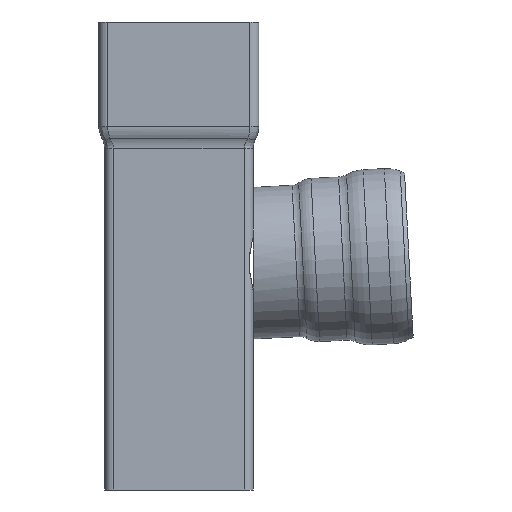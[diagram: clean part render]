
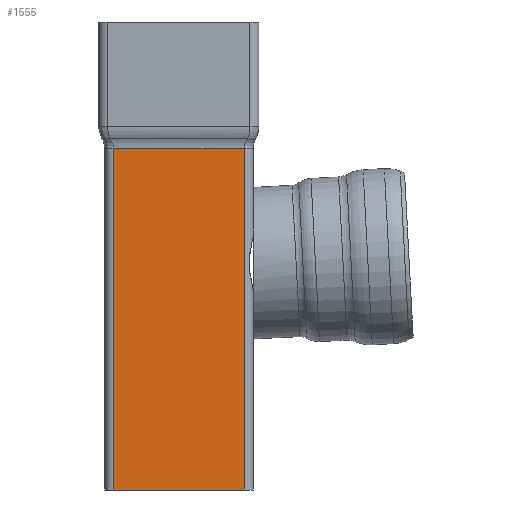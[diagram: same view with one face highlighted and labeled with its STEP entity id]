
A CAD part, left-side view. The second image highlights one B-rep face of the part: STEP entity #1555.
In plain terms, the highlighted planar face has unit normal (-1, 0, 0).
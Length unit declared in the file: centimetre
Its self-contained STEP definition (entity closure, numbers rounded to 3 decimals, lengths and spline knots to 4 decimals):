
#90=PLANE('',#1701);
#178=FACE_OUTER_BOUND('',#279,.T.);
#279=EDGE_LOOP('',(#1210,#1211,#1212,#1213));
#378=LINE('',#3134,#476);
#387=LINE('',#3260,#485);
#393=LINE('',#3376,#491);
#397=LINE('',#3383,#495);
#476=VECTOR('',#1972,1.);
#485=VECTOR('',#2009,1.);
#491=VECTOR('',#2041,1.);
#495=VECTOR('',#2051,15.);
#692=VERTEX_POINT('',#3131);
#693=VERTEX_POINT('',#3133);
#704=VERTEX_POINT('',#3253);
#711=VERTEX_POINT('',#3372);
#855=EDGE_CURVE('',#693,#692,#378,.T.);
#875=EDGE_CURVE('',#704,#692,#387,.T.);
#888=EDGE_CURVE('',#693,#711,#393,.T.);
#892=EDGE_CURVE('',#711,#704,#397,.T.);
#1210=ORIENTED_EDGE('',*,*,#875,.F.);
#1211=ORIENTED_EDGE('',*,*,#892,.F.);
#1212=ORIENTED_EDGE('',*,*,#888,.F.);
#1213=ORIENTED_EDGE('',*,*,#855,.T.);
#1555=ADVANCED_FACE('',(#178),#90,.T.);
#1701=AXIS2_PLACEMENT_3D('',#3384,#2052,#2053);
#1972=DIRECTION('',(0.,-1.,0.));
#2009=DIRECTION('',(0.,0.,-1.));
#2041=DIRECTION('',(0.,0.,1.));
#2051=DIRECTION('',(0.,-1.,0.));
#2052=DIRECTION('center_axis',(-1.,0.,0.));
#2053=DIRECTION('ref_axis',(0.,-1.,0.));
#3131=CARTESIAN_POINT('',(-50.,-44.,0.));
#3133=CARTESIAN_POINT('',(-50.,44.,0.));
#3134=CARTESIAN_POINT('',(-50.,25.,0.));
#3253=CARTESIAN_POINT('',(-50.,-44.,229.6562));
#3260=CARTESIAN_POINT('',(-50.,-44.,-45.));
#3372=CARTESIAN_POINT('',(-50.,44.,229.6562));
#3376=CARTESIAN_POINT('',(-50.,44.,-45.));
#3383=CARTESIAN_POINT('',(-50.,-53.85,229.6562));
#3384=CARTESIAN_POINT('Origin',(-50.,50.,-45.));
